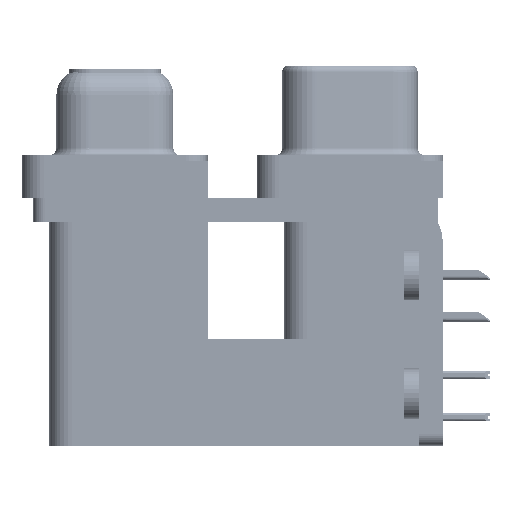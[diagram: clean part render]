
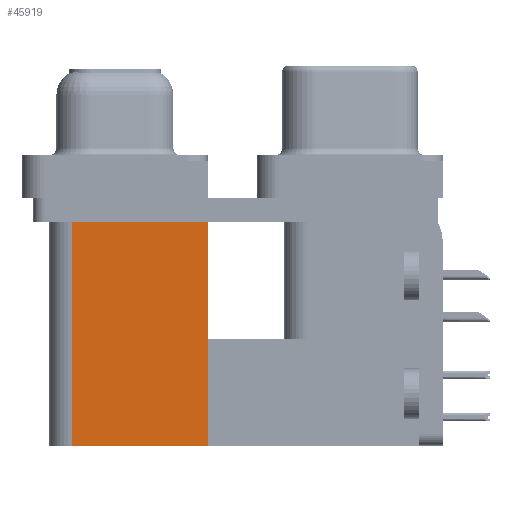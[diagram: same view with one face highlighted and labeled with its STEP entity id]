
A CAD part, left-side view. The second image highlights one B-rep face of the part: STEP entity #45919.
In plain terms, the highlighted planar face has unit normal (-1, 0, 0).
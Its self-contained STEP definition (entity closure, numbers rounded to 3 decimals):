
#216 = VECTOR ( 'NONE', #62292, 1000. ) ;
#1682 = ORIENTED_EDGE ( 'NONE', *, *, #29656, .F. ) ;
#2542 = FACE_OUTER_BOUND ( 'NONE', #38724, .T. ) ;
#5414 = LINE ( 'NONE', #52360, #216 ) ;
#6473 = LINE ( 'NONE', #43509, #51337 ) ;
#6930 = AXIS2_PLACEMENT_3D ( 'NONE', #44715, #18635, #55311 ) ;
#8821 = ORIENTED_EDGE ( 'NONE', *, *, #67345, .F. ) ;
#11807 = CARTESIAN_POINT ( 'NONE',  ( 3.79, 9.6, -19.2 ) ) ;
#11891 = CARTESIAN_POINT ( 'NONE',  ( 3.79, 9.6, -2.5 ) ) ;
#14613 = CARTESIAN_POINT ( 'NONE',  ( 3.79, 18.8, -2.5 ) ) ;
#14649 = EDGE_CURVE ( 'NONE', #33003, #26577, #6473, .T. ) ;
#18635 = DIRECTION ( 'NONE',  ( 1., 0., 0. ) ) ;
#20060 = ORIENTED_EDGE ( 'NONE', *, *, #14649, .T. ) ;
#23450 = PLANE ( 'NONE',  #6930 ) ;
#26577 = VERTEX_POINT ( 'NONE', #11891 ) ;
#28070 = DIRECTION ( 'NONE',  ( 0., 0., 1. ) ) ;
#29656 = EDGE_CURVE ( 'NONE', #33003, #62625, #42636, .T. ) ;
#33003 = VERTEX_POINT ( 'NONE', #65264 ) ;
#33517 = ORIENTED_EDGE ( 'NONE', *, *, #56350, .T. ) ;
#33763 = VERTEX_POINT ( 'NONE', #14613 ) ;
#38724 = EDGE_LOOP ( 'NONE', ( #33517, #8821, #1682, #20060 ) ) ;
#42636 = LINE ( 'NONE', #11807, #49597 ) ;
#43509 = CARTESIAN_POINT ( 'NONE',  ( 3.79, 9.6, -19.2 ) ) ;
#44715 = CARTESIAN_POINT ( 'NONE',  ( 3.79, 9.6, -19.2 ) ) ;
#45919 = ADVANCED_FACE ( 'NONE', ( #2542 ), #23450, .F. ) ;
#46493 = LINE ( 'NONE', #67352, #53302 ) ;
#49597 = VECTOR ( 'NONE', #63504, 1000. ) ;
#51337 = VECTOR ( 'NONE', #28070, 1000. ) ;
#52360 = CARTESIAN_POINT ( 'NONE',  ( 3.79, 18.8, -19.2 ) ) ;
#52962 = DIRECTION ( 'NONE',  ( 0., 1., 0. ) ) ;
#53302 = VECTOR ( 'NONE', #52962, 1000. ) ;
#55311 = DIRECTION ( 'NONE',  ( 0., 1., 0. ) ) ;
#56350 = EDGE_CURVE ( 'NONE', #26577, #33763, #46493, .T. ) ;
#61151 = CARTESIAN_POINT ( 'NONE',  ( 3.79, 18.8, -19.2 ) ) ;
#62292 = DIRECTION ( 'NONE',  ( 0., 0., 1. ) ) ;
#62625 = VERTEX_POINT ( 'NONE', #61151 ) ;
#63504 = DIRECTION ( 'NONE',  ( 0., 1., 0. ) ) ;
#65264 = CARTESIAN_POINT ( 'NONE',  ( 3.79, 9.6, -19.2 ) ) ;
#67345 = EDGE_CURVE ( 'NONE', #62625, #33763, #5414, .T. ) ;
#67352 = CARTESIAN_POINT ( 'NONE',  ( 3.79, 9.6, -2.5 ) ) ;
